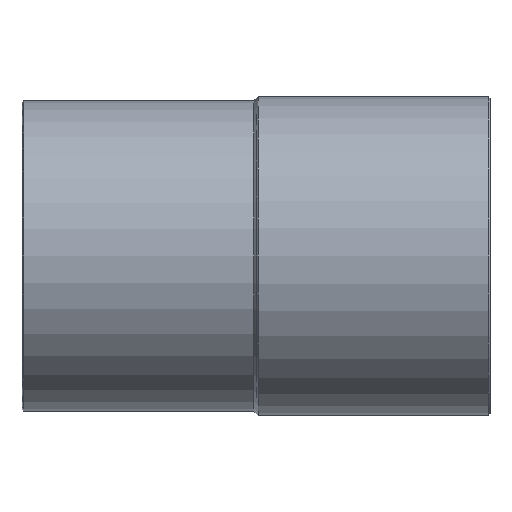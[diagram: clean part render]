
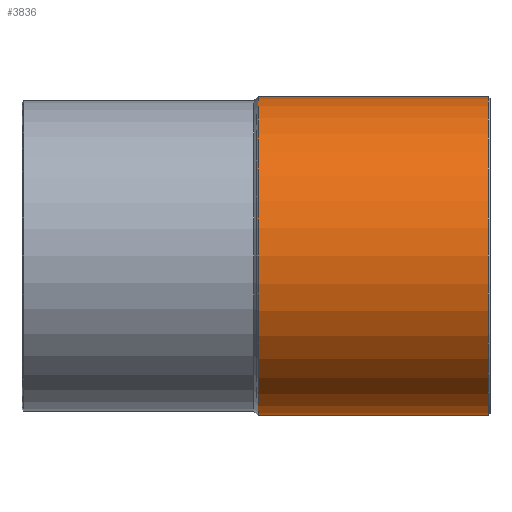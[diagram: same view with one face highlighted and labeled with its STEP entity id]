
A CAD part, left-side view. The second image highlights one B-rep face of the part: STEP entity #3836.
In plain terms, the highlighted cylindrical face has radius 22.15 mm (diameter 44.3 mm), a partial arc.
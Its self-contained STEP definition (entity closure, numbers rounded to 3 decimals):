
#11 = VECTOR ( 'NONE', #1490, 1000. ) ;
#141 = CARTESIAN_POINT ( 'NONE',  ( 0., -32.25, 22.15 ) ) ;
#204 = VECTOR ( 'NONE', #7048, 1000. ) ;
#370 = VERTEX_POINT ( 'NONE', #3625 ) ;
#427 = AXIS2_PLACEMENT_3D ( 'NONE', #6470, #6389, #2036 ) ;
#634 = CARTESIAN_POINT ( 'NONE',  ( 0., -32.5, 22.15 ) ) ;
#648 = AXIS2_PLACEMENT_3D ( 'NONE', #2846, #8707, #3688 ) ;
#650 = ORIENTED_EDGE ( 'NONE', *, *, #9934, .T. ) ;
#847 = EDGE_CURVE ( 'NONE', #8950, #1737, #5104, .T. ) ;
#1141 = DIRECTION ( 'NONE',  ( 0., 1., 0. ) ) ;
#1490 = DIRECTION ( 'NONE',  ( 0., 1., 0. ) ) ;
#1737 = VERTEX_POINT ( 'NONE', #141 ) ;
#1739 = CYLINDRICAL_SURFACE ( 'NONE', #9235, 22.15 ) ;
#2036 = DIRECTION ( 'NONE',  ( 0., 0., 1. ) ) ;
#2224 = LINE ( 'NONE', #634, #11 ) ;
#2234 = EDGE_CURVE ( 'NONE', #8950, #6846, #8824, .T. ) ;
#2846 = CARTESIAN_POINT ( 'NONE',  ( 0., -0.3, 0. ) ) ;
#3625 = CARTESIAN_POINT ( 'NONE',  ( 0., -0.3, 22.15 ) ) ;
#3688 = DIRECTION ( 'NONE',  ( 0., 0., 1. ) ) ;
#3836 = ADVANCED_FACE ( 'NONE', ( #6188 ), #1739, .T. ) ;
#4059 = EDGE_CURVE ( 'NONE', #370, #6846, #5402, .T. ) ;
#4560 = ORIENTED_EDGE ( 'NONE', *, *, #4059, .T. ) ;
#4574 = CARTESIAN_POINT ( 'NONE',  ( 0., -32.5, 0. ) ) ;
#4682 = ORIENTED_EDGE ( 'NONE', *, *, #2234, .F. ) ;
#5104 = CIRCLE ( 'NONE', #427, 22.15 ) ;
#5402 = CIRCLE ( 'NONE', #648, 22.15 ) ;
#5707 = EDGE_LOOP ( 'NONE', ( #4682, #7813, #650, #4560 ) ) ;
#6188 = FACE_OUTER_BOUND ( 'NONE', #5707, .T. ) ;
#6389 = DIRECTION ( 'NONE',  ( 0., 1., 0. ) ) ;
#6470 = CARTESIAN_POINT ( 'NONE',  ( 0., -32.25, 0. ) ) ;
#6846 = VERTEX_POINT ( 'NONE', #7248 ) ;
#6947 = CARTESIAN_POINT ( 'NONE',  ( 0., -32.5, -22.15 ) ) ;
#7048 = DIRECTION ( 'NONE',  ( 0., 1., 0. ) ) ;
#7248 = CARTESIAN_POINT ( 'NONE',  ( 0., -0.3, -22.15 ) ) ;
#7813 = ORIENTED_EDGE ( 'NONE', *, *, #847, .T. ) ;
#8707 = DIRECTION ( 'NONE',  ( 0., -1., 0. ) ) ;
#8824 = LINE ( 'NONE', #6947, #204 ) ;
#8950 = VERTEX_POINT ( 'NONE', #9475 ) ;
#9235 = AXIS2_PLACEMENT_3D ( 'NONE', #4574, #1141, #9557 ) ;
#9475 = CARTESIAN_POINT ( 'NONE',  ( 0., -32.25, -22.15 ) ) ;
#9557 = DIRECTION ( 'NONE',  ( 0., 0., 1. ) ) ;
#9934 = EDGE_CURVE ( 'NONE', #1737, #370, #2224, .T. ) ;
